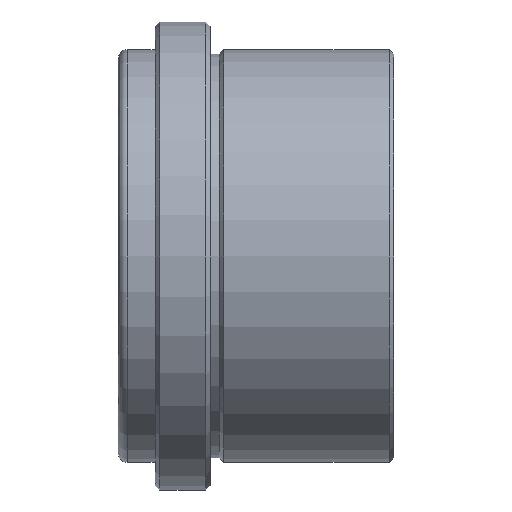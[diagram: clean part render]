
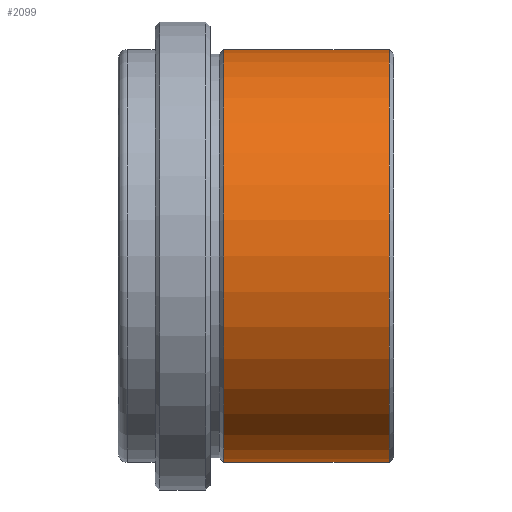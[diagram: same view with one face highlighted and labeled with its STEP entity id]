
A CAD part, left-side view. The second image highlights one B-rep face of the part: STEP entity #2099.
In plain terms, the highlighted cylindrical face has radius 22.5 mm (diameter 45 mm), a partial arc.
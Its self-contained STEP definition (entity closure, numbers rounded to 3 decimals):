
#21 = CYLINDRICAL_SURFACE ( 'NONE', #1171, 22.5 ) ;
#116 = DIRECTION ( 'NONE',  ( 0., -1., 0. ) ) ;
#230 = DIRECTION ( 'NONE',  ( 0., 0., -1. ) ) ;
#254 = CARTESIAN_POINT ( 'NONE',  ( 0., 0., -22.5 ) ) ;
#305 = EDGE_CURVE ( 'NONE', #1832, #856, #742, .T. ) ;
#363 = EDGE_CURVE ( 'NONE', #1832, #893, #813, .T. ) ;
#379 = ORIENTED_EDGE ( 'NONE', *, *, #1598, .T. ) ;
#446 = DIRECTION ( 'NONE',  ( 0., -1., 0. ) ) ;
#466 = DIRECTION ( 'NONE',  ( 0., 0., -1. ) ) ;
#468 = DIRECTION ( 'NONE',  ( 0., -1., 0. ) ) ;
#558 = DIRECTION ( 'NONE',  ( 0., -1., 0. ) ) ;
#581 = DIRECTION ( 'NONE',  ( 0., 0., -1. ) ) ;
#591 = DIRECTION ( 'NONE',  ( 0., -1., 0. ) ) ;
#594 = VERTEX_POINT ( 'NONE', #1322 ) ;
#641 = ORIENTED_EDGE ( 'NONE', *, *, #363, .T. ) ;
#710 = AXIS2_PLACEMENT_3D ( 'NONE', #1241, #558, #230 ) ;
#742 = LINE ( 'NONE', #1783, #1996 ) ;
#813 = CIRCLE ( 'NONE', #710, 22.5 ) ;
#856 = VERTEX_POINT ( 'NONE', #878 ) ;
#878 = CARTESIAN_POINT ( 'NONE',  ( 0., -17.287, 22.5 ) ) ;
#893 = VERTEX_POINT ( 'NONE', #1219 ) ;
#919 = CARTESIAN_POINT ( 'NONE',  ( 0., -17.287, 0. ) ) ;
#978 = ORIENTED_EDGE ( 'NONE', *, *, #305, .F. ) ;
#1171 = AXIS2_PLACEMENT_3D ( 'NONE', #1944, #116, #466 ) ;
#1218 = EDGE_LOOP ( 'NONE', ( #978, #641, #379, #1536 ) ) ;
#1219 = CARTESIAN_POINT ( 'NONE',  ( 0., 0.713, -22.5 ) ) ;
#1234 = VECTOR ( 'NONE', #446, 1000. ) ;
#1241 = CARTESIAN_POINT ( 'NONE',  ( 0., 0.713, 0. ) ) ;
#1322 = CARTESIAN_POINT ( 'NONE',  ( 0., -17.287, -22.5 ) ) ;
#1372 = CARTESIAN_POINT ( 'NONE',  ( 0., 0.713, 22.5 ) ) ;
#1377 = CIRCLE ( 'NONE', #1884, 22.5 ) ;
#1512 = LINE ( 'NONE', #254, #1234 ) ;
#1536 = ORIENTED_EDGE ( 'NONE', *, *, #1898, .F. ) ;
#1598 = EDGE_CURVE ( 'NONE', #893, #594, #1512, .T. ) ;
#1783 = CARTESIAN_POINT ( 'NONE',  ( 0., 0., 22.5 ) ) ;
#1832 = VERTEX_POINT ( 'NONE', #1372 ) ;
#1884 = AXIS2_PLACEMENT_3D ( 'NONE', #919, #591, #581 ) ;
#1898 = EDGE_CURVE ( 'NONE', #856, #594, #1377, .T. ) ;
#1944 = CARTESIAN_POINT ( 'NONE',  ( 0., 0., 0. ) ) ;
#1996 = VECTOR ( 'NONE', #468, 1000. ) ;
#2015 = FACE_OUTER_BOUND ( 'NONE', #1218, .T. ) ;
#2099 = ADVANCED_FACE ( 'NONE', ( #2015 ), #21, .T. ) ;
